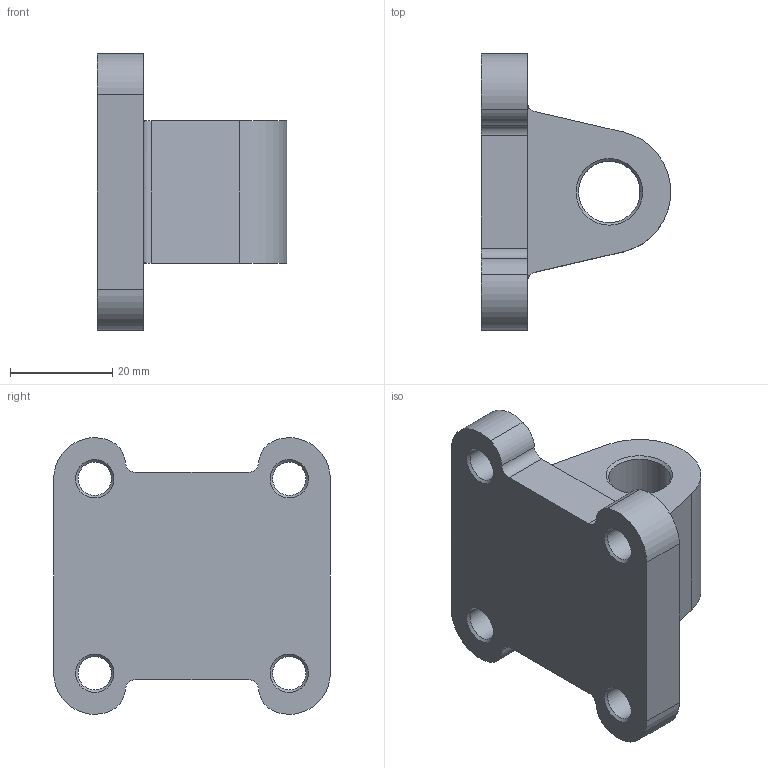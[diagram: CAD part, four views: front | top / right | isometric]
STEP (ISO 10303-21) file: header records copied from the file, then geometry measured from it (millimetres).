
FILE_DESCRIPTION( ( 'STEP AP203' ), '1' );
FILE_NAME( 'F-SE40CA.stp', ' ', ( ' ' ), ( ' ' ), 'PSStep 15.0.47', 'PARTsolutions', ' ' );
FILE_SCHEMA( ( 'CONFIG_CONTROL_DESIGN' ) );
Length unit declared in the file: millimetre
Products named in the file (1): _F-SE40CA
Bounding box: 37 x 54 x 53.99 mm (x, y, z)
Volume: 36301 mm3; surface area: 10673.9 mm2
Topology: 1 solids, 1 shells, 56 faces, 137 edges, 84 vertices
Faces by surface type: cylinder 28, plane 14, cone 14
Full cylindrical faces by diameter (mm): 6.5 x4, 10.5 x4, 12 x1
Entity records: 1580 total; most frequent: DIRECTION 286, CARTESIAN_POINT 271, ORIENTED_EDGE 220, AXIS2_PLACEMENT_3D 123, EDGE_CURVE 110, EDGE_LOOP 90, VERTEX_POINT 80, CIRCLE 66
